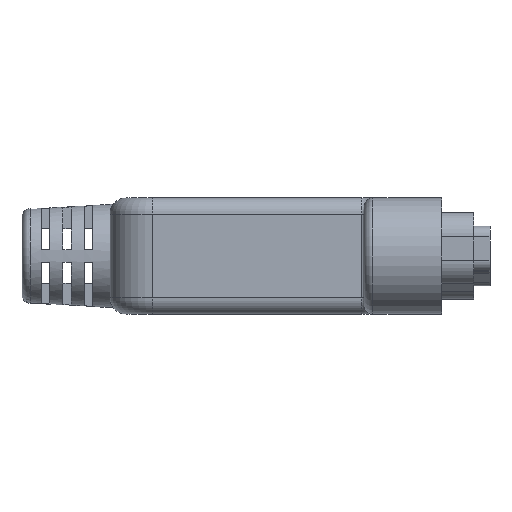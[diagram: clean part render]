
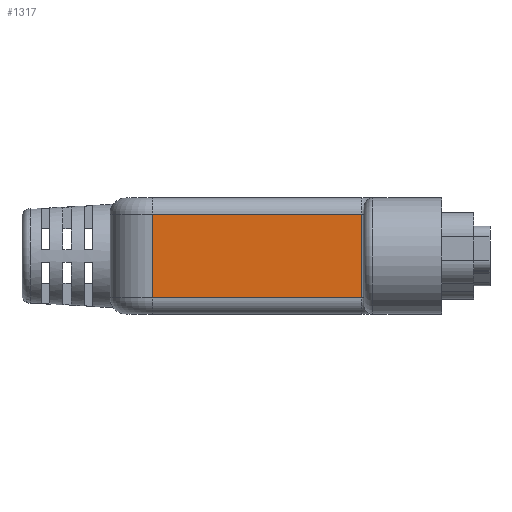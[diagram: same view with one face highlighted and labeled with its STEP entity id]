
A CAD part, front view. The second image highlights one B-rep face of the part: STEP entity #1317.
In plain terms, the highlighted planar face has unit normal (-0.013, -1, 0).
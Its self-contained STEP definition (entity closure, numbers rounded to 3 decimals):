
#1317=ADVANCED_FACE('',(#2802),#2803,.F.);
#2802=FACE_OUTER_BOUND('',#4485,.T.);
#2803=PLANE('',#4486);
#4485=EDGE_LOOP('',(#7946,#7947,#7948,#7949));
#4486=AXIS2_PLACEMENT_3D('',#7950,#7951,#7952);
#7946=ORIENTED_EDGE('',*,*,#11407,.T.);
#7947=ORIENTED_EDGE('',*,*,#11408,.T.);
#7948=ORIENTED_EDGE('',*,*,#10149,.F.);
#7949=ORIENTED_EDGE('',*,*,#11409,.T.);
#7950=CARTESIAN_POINT('',(-23.947,-30.468,9.917));
#7951=DIRECTION('',(0.013,1.,0.0));
#7952=DIRECTION('',(-1.,0.013,0.0));
#10149=EDGE_CURVE('',#12131,#12132,#12133,.T.);
#11407=EDGE_CURVE('',#14098,#12406,#14099,.T.);
#11408=EDGE_CURVE('',#12406,#12132,#14100,.T.);
#11409=EDGE_CURVE('',#12131,#14098,#14101,.F.);
#12131=VERTEX_POINT('',#15024);
#12132=VERTEX_POINT('',#15025);
#12133=LINE('',#15026,#15027);
#12406=VERTEX_POINT('',#15425);
#14098=VERTEX_POINT('',#17962);
#14099=LINE('',#17963,#17964);
#14100=LINE('',#17965,#17966);
#14101=LINE('',#17967,#17968);
#15024=CARTESIAN_POINT('',(-4.493,-30.715,8.417));
#15025=CARTESIAN_POINT('',(-4.493,-30.715,0.617));
#15026=CARTESIAN_POINT('',(-4.493,-30.715,9.917));
#15027=VECTOR('',#18888,1.0);
#15425=CARTESIAN_POINT('',(-23.947,-30.468,0.617));
#17962=CARTESIAN_POINT('',(-23.947,-30.468,8.417));
#17963=CARTESIAN_POINT('',(-23.947,-30.468,9.917));
#17964=VECTOR('',#20283,1.0);
#17965=CARTESIAN_POINT('',(-23.947,-30.468,0.617));
#17966=VECTOR('',#20284,1.0);
#17967=CARTESIAN_POINT('',(-23.947,-30.468,8.417));
#17968=VECTOR('',#20285,1.0);
#18888=DIRECTION('',(0.0,0.0,-1.0));
#20283=DIRECTION('',(0.0,0.0,-1.0));
#20284=DIRECTION('',(1.,-0.013,0.0));
#20285=DIRECTION('',(1.,-0.013,0.0));
